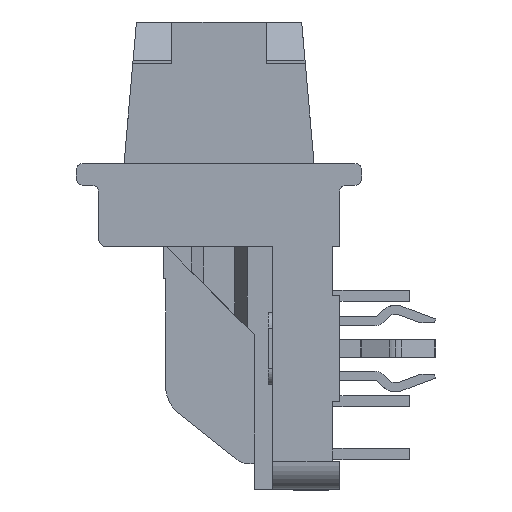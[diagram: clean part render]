
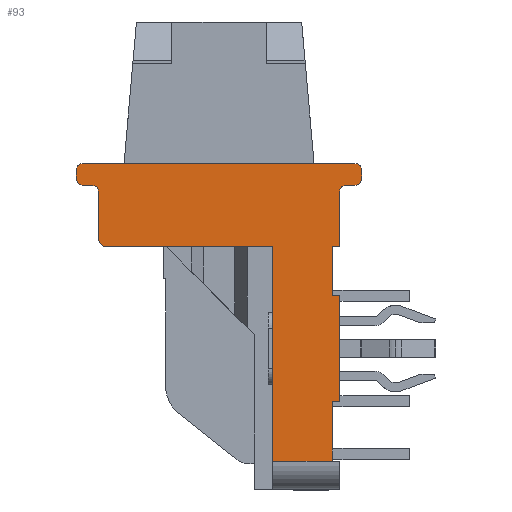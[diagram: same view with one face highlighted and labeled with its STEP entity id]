
A CAD part, left-side view. The second image highlights one B-rep face of the part: STEP entity #93.
In plain terms, the highlighted planar face has unit normal (-1, 0, 0).
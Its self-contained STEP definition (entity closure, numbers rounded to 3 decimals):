
#93=ADVANCED_FACE('',(#1081),#1082,.F.);
#1081=FACE_OUTER_BOUND('',#2962,.T.);
#1082=PLANE('',#2963);
#2962=EDGE_LOOP('',(#5330,#5331,#5332,#5333,#5334,#5335,#5336,#5337,#5338,#5339,#5340,#5341,#5342,#5343,#5344,#5345,#5346,#5347,#5348,#5349,#5350,#5351,#5352));
#2963=AXIS2_PLACEMENT_3D('',#5353,#5354,#5355);
#5330=ORIENTED_EDGE('',*,*,#12291,.T.);
#5331=ORIENTED_EDGE('',*,*,#12292,.T.);
#5332=ORIENTED_EDGE('',*,*,#12234,.T.);
#5333=ORIENTED_EDGE('',*,*,#12287,.T.);
#5334=ORIENTED_EDGE('',*,*,#12293,.T.);
#5335=ORIENTED_EDGE('',*,*,#12191,.T.);
#5336=ORIENTED_EDGE('',*,*,#12276,.T.);
#5337=ORIENTED_EDGE('',*,*,#12294,.F.);
#5338=ORIENTED_EDGE('',*,*,#12295,.F.);
#5339=ORIENTED_EDGE('',*,*,#12296,.F.);
#5340=ORIENTED_EDGE('',*,*,#12297,.F.);
#5341=ORIENTED_EDGE('',*,*,#12298,.F.);
#5342=ORIENTED_EDGE('',*,*,#12299,.F.);
#5343=ORIENTED_EDGE('',*,*,#12300,.F.);
#5344=ORIENTED_EDGE('',*,*,#12301,.F.);
#5345=ORIENTED_EDGE('',*,*,#12302,.F.);
#5346=ORIENTED_EDGE('',*,*,#12303,.F.);
#5347=ORIENTED_EDGE('',*,*,#12304,.F.);
#5348=ORIENTED_EDGE('',*,*,#12305,.F.);
#5349=ORIENTED_EDGE('',*,*,#12306,.F.);
#5350=ORIENTED_EDGE('',*,*,#12219,.T.);
#5351=ORIENTED_EDGE('',*,*,#12307,.T.);
#5352=ORIENTED_EDGE('',*,*,#12308,.F.);
#5353=CARTESIAN_POINT('',(-26.226,0.0,0.0));
#5354=DIRECTION('',(1.0,0.0,0.0));
#5355=DIRECTION('',(0.0,1.0,0.0));
#12191=EDGE_CURVE('',#14794,#14795,#14796,.T.);
#12219=EDGE_CURVE('',#14850,#14848,#14851,.T.);
#12234=EDGE_CURVE('',#14877,#14878,#14879,.T.);
#12276=EDGE_CURVE('',#14795,#14959,#14961,.T.);
#12287=EDGE_CURVE('',#14878,#14980,#14982,.T.);
#12291=EDGE_CURVE('',#14988,#14989,#14990,.T.);
#12292=EDGE_CURVE('',#14989,#14877,#14991,.T.);
#12293=EDGE_CURVE('',#14980,#14794,#14992,.T.);
#12294=EDGE_CURVE('',#14993,#14959,#14994,.T.);
#12295=EDGE_CURVE('',#14995,#14993,#14996,.T.);
#12296=EDGE_CURVE('',#14997,#14995,#14998,.T.);
#12297=EDGE_CURVE('',#14999,#14997,#15000,.T.);
#12298=EDGE_CURVE('',#15001,#14999,#15002,.T.);
#12299=EDGE_CURVE('',#15003,#15001,#15004,.T.);
#12300=EDGE_CURVE('',#15005,#15003,#15006,.T.);
#12301=EDGE_CURVE('',#15007,#15005,#15008,.T.);
#12302=EDGE_CURVE('',#15009,#15007,#15010,.T.);
#12303=EDGE_CURVE('',#15011,#15009,#15012,.T.);
#12304=EDGE_CURVE('',#15013,#15011,#15014,.T.);
#12305=EDGE_CURVE('',#15015,#15013,#15016,.T.);
#12306=EDGE_CURVE('',#14850,#15015,#15017,.T.);
#12307=EDGE_CURVE('',#14848,#15018,#15019,.T.);
#12308=EDGE_CURVE('',#14988,#15018,#15020,.T.);
#14794=VERTEX_POINT('',#18848);
#14795=VERTEX_POINT('',#18849);
#14796=LINE('',#18850,#18851);
#14848=VERTEX_POINT('',#18929);
#14850=VERTEX_POINT('',#18932);
#14851=LINE('',#18933,#18934);
#14877=VERTEX_POINT('',#18970);
#14878=VERTEX_POINT('',#18971);
#14879=LINE('',#18972,#18973);
#14959=VERTEX_POINT('',#19093);
#14961=LINE('',#19096,#19097);
#14980=VERTEX_POINT('',#19123);
#14982=LINE('',#19126,#19127);
#14988=VERTEX_POINT('',#19136);
#14989=VERTEX_POINT('',#19137);
#14990=LINE('',#19138,#19139);
#14991=LINE('',#19140,#19141);
#14992=LINE('',#19142,#19143);
#14993=VERTEX_POINT('',#19144);
#14994=CIRCLE('',#19145,0.254);
#14995=VERTEX_POINT('',#19146);
#14996=LINE('',#19147,#19148);
#14997=VERTEX_POINT('',#19149);
#14998=CIRCLE('',#19150,0.254);
#14999=VERTEX_POINT('',#19151);
#15000=LINE('',#19152,#19153);
#15001=VERTEX_POINT('',#19154);
#15002=CIRCLE('',#19155,0.254);
#15003=VERTEX_POINT('',#19156);
#15004=LINE('',#19157,#19158);
#15005=VERTEX_POINT('',#19159);
#15006=CIRCLE('',#19160,0.254);
#15007=VERTEX_POINT('',#19161);
#15008=LINE('',#19162,#19163);
#15009=VERTEX_POINT('',#19164);
#15010=CIRCLE('',#19165,0.254);
#15011=VERTEX_POINT('',#19166);
#15012=LINE('',#19167,#19168);
#15013=VERTEX_POINT('',#19169);
#15014=CIRCLE('',#19170,0.254);
#15015=VERTEX_POINT('',#19171);
#15016=LINE('',#19172,#19173);
#15017=CIRCLE('',#19174,0.254);
#15018=VERTEX_POINT('',#19175);
#15019=LINE('',#19176,#19177);
#15020=LINE('',#19178,#19179);
#18848=CARTESIAN_POINT('',(-26.226,-4.089,-8.001));
#18849=CARTESIAN_POINT('',(-26.226,-4.343,-8.001));
#18850=CARTESIAN_POINT('',(-26.226,-4.089,-8.001));
#18851=VECTOR('',#24133,0.254);
#18929=CARTESIAN_POINT('',(-26.226,-1.93,-8.001));
#18932=CARTESIAN_POINT('',(-26.226,4.089,-8.001));
#18933=CARTESIAN_POINT('',(-26.226,4.089,-8.001));
#18934=VECTOR('',#24161,6.02);
#18970=CARTESIAN_POINT('',(-26.226,-4.343,-13.589));
#18971=CARTESIAN_POINT('',(-26.226,-4.343,-9.779));
#18972=CARTESIAN_POINT('',(-26.226,-4.343,-13.589));
#18973=VECTOR('',#24184,3.81);
#19093=CARTESIAN_POINT('',(-26.226,-4.343,-6.045));
#19096=CARTESIAN_POINT('',(-26.226,-4.343,-8.001));
#19097=VECTOR('',#24226,1.956);
#19123=CARTESIAN_POINT('',(-26.226,-4.089,-9.779));
#19126=CARTESIAN_POINT('',(-26.226,-4.343,-9.779));
#19127=VECTOR('',#24241,0.254);
#19136=CARTESIAN_POINT('',(-26.226,-4.089,-15.748));
#19137=CARTESIAN_POINT('',(-26.226,-4.089,-13.589));
#19138=CARTESIAN_POINT('',(-26.226,-4.089,-15.748));
#19139=VECTOR('',#24245,2.159);
#19140=CARTESIAN_POINT('',(-26.226,-4.089,-13.589));
#19141=VECTOR('',#24246,0.254);
#19142=CARTESIAN_POINT('',(-26.226,-4.089,-9.779));
#19143=VECTOR('',#24247,1.778);
#19144=CARTESIAN_POINT('',(-26.226,-4.597,-5.791));
#19145=AXIS2_PLACEMENT_3D('',#24248,#24249,#24250);
#19146=CARTESIAN_POINT('',(-26.226,-4.902,-5.791));
#19147=CARTESIAN_POINT('',(-26.226,-4.902,-5.791));
#19148=VECTOR('',#24251,0.305);
#19149=CARTESIAN_POINT('',(-26.226,-5.156,-5.537));
#19150=AXIS2_PLACEMENT_3D('',#24252,#24253,#24254);
#19151=CARTESIAN_POINT('',(-26.226,-5.156,-5.258));
#19152=CARTESIAN_POINT('',(-26.226,-5.156,-5.258));
#19153=VECTOR('',#24255,0.279);
#19154=CARTESIAN_POINT('',(-26.226,-4.902,-5.004));
#19155=AXIS2_PLACEMENT_3D('',#24256,#24257,#24258);
#19156=CARTESIAN_POINT('',(-26.226,4.902,-5.004));
#19157=CARTESIAN_POINT('',(-26.226,4.902,-5.004));
#19158=VECTOR('',#24259,9.804);
#19159=CARTESIAN_POINT('',(-26.226,5.156,-5.258));
#19160=AXIS2_PLACEMENT_3D('',#24260,#24261,#24262);
#19161=CARTESIAN_POINT('',(-26.226,5.156,-5.537));
#19162=CARTESIAN_POINT('',(-26.226,5.156,-5.537));
#19163=VECTOR('',#24263,0.279);
#19164=CARTESIAN_POINT('',(-26.226,4.902,-5.791));
#19165=AXIS2_PLACEMENT_3D('',#24264,#24265,#24266);
#19166=CARTESIAN_POINT('',(-26.226,4.597,-5.791));
#19167=CARTESIAN_POINT('',(-26.226,4.597,-5.791));
#19168=VECTOR('',#24267,0.305);
#19169=CARTESIAN_POINT('',(-26.226,4.343,-6.045));
#19170=AXIS2_PLACEMENT_3D('',#24268,#24269,#24270);
#19171=CARTESIAN_POINT('',(-26.226,4.343,-7.747));
#19172=CARTESIAN_POINT('',(-26.226,4.343,-7.747));
#19173=VECTOR('',#24271,1.702);
#19174=AXIS2_PLACEMENT_3D('',#24272,#24273,#24274);
#19175=CARTESIAN_POINT('',(-26.226,-1.93,-15.748));
#19176=CARTESIAN_POINT('',(-26.226,-1.93,-8.001));
#19177=VECTOR('',#24275,7.747);
#19178=CARTESIAN_POINT('',(-26.226,-4.089,-15.748));
#19179=VECTOR('',#24276,2.159);
#24133=DIRECTION('',(0.0,-1.0,0.0));
#24161=DIRECTION('',(0.0,-1.0,0.0));
#24184=DIRECTION('',(0.0,0.0,1.0));
#24226=DIRECTION('',(0.0,0.0,1.0));
#24241=DIRECTION('',(0.0,1.0,0.0));
#24245=DIRECTION('',(0.0,0.0,1.0));
#24246=DIRECTION('',(0.0,-1.0,0.0));
#24247=DIRECTION('',(0.0,0.0,1.0));
#24248=CARTESIAN_POINT('',(-26.226,-4.597,-6.045));
#24249=DIRECTION('',(-1.0,0.0,0.0));
#24250=DIRECTION('',(0.0,0.0,1.0));
#24251=DIRECTION('',(0.0,1.0,0.0));
#24252=CARTESIAN_POINT('',(-26.226,-4.902,-5.537));
#24253=DIRECTION('',(1.0,0.0,0.0));
#24254=DIRECTION('',(0.0,-1.0,0.));
#24255=DIRECTION('',(0.0,0.0,-1.0));
#24256=CARTESIAN_POINT('',(-26.226,-4.902,-5.258));
#24257=DIRECTION('',(1.0,0.0,-0.0));
#24258=DIRECTION('',(0.0,0.,1.0));
#24259=DIRECTION('',(0.0,-1.0,0.0));
#24260=CARTESIAN_POINT('',(-26.226,4.902,-5.258));
#24261=DIRECTION('',(1.0,0.0,-0.0));
#24262=DIRECTION('',(0.0,1.0,0.));
#24263=DIRECTION('',(0.0,0.0,1.0));
#24264=CARTESIAN_POINT('',(-26.226,4.902,-5.537));
#24265=DIRECTION('',(1.0,0.0,0.0));
#24266=DIRECTION('',(0.0,0.0,-1.0));
#24267=DIRECTION('',(0.0,1.0,0.0));
#24268=CARTESIAN_POINT('',(-26.226,4.597,-6.045));
#24269=DIRECTION('',(-1.0,-0.0,0.0));
#24270=DIRECTION('',(0.0,-1.0,0.));
#24271=DIRECTION('',(0.0,0.0,1.0));
#24272=CARTESIAN_POINT('',(-26.226,4.089,-7.747));
#24273=DIRECTION('',(1.0,0.0,0.0));
#24274=DIRECTION('',(0.0,0.0,-1.0));
#24275=DIRECTION('',(0.0,0.0,-1.0));
#24276=DIRECTION('',(0.0,1.0,0.0));
